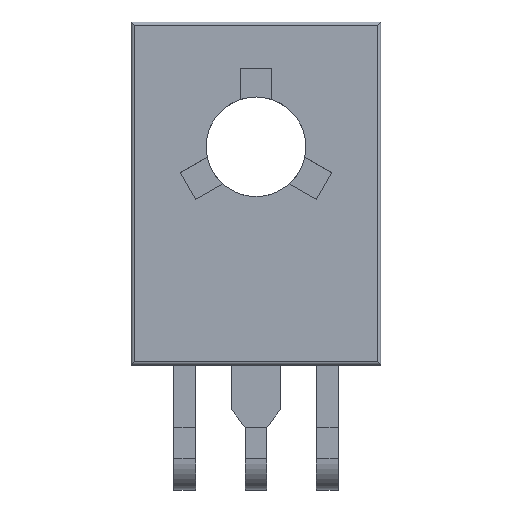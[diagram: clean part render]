
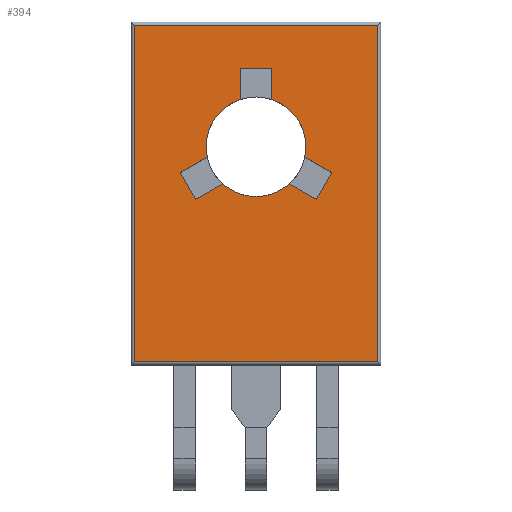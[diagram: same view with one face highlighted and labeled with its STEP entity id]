
A CAD part, top view. The second image highlights one B-rep face of the part: STEP entity #394.
In plain terms, the highlighted face is planar.
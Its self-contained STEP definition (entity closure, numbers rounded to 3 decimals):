
#394=ADVANCED_FACE('',(#782,#784),#786,.T.);
#782=FACE_BOUND('',#783,.T.);
#783=EDGE_LOOP('',(#1257,#1258,#1259,#1260));
#784=FACE_BOUND('',#785,.T.);
#785=EDGE_LOOP('',(#1261,#1262,#1263,#1264,#1265,#1266,#1267,#1268,#1269,#1270,#1271,
#1272));
#786=PLANE('',#787);
#787=AXIS2_PLACEMENT_3D('',#788,#789,#790);
#788=CARTESIAN_POINT('',(4.,-1.1,0.));
#789=DIRECTION('',(0.,-1.,0.));
#790=DIRECTION('',(-1.,0.,0.));
#1257=ORIENTED_EDGE('',*,*,#1565,.T.);
#1258=ORIENTED_EDGE('',*,*,#1566,.F.);
#1259=ORIENTED_EDGE('',*,*,#1550,.F.);
#1260=ORIENTED_EDGE('',*,*,#1564,.T.);
#1261=ORIENTED_EDGE('',*,*,#1567,.F.);
#1262=ORIENTED_EDGE('',*,*,#1568,.T.);
#1263=ORIENTED_EDGE('',*,*,#1569,.T.);
#1264=ORIENTED_EDGE('',*,*,#1570,.T.);
#1265=ORIENTED_EDGE('',*,*,#1571,.F.);
#1266=ORIENTED_EDGE('',*,*,#1572,.F.);
#1267=ORIENTED_EDGE('',*,*,#1573,.F.);
#1268=ORIENTED_EDGE('',*,*,#1574,.F.);
#1269=ORIENTED_EDGE('',*,*,#1575,.F.);
#1270=ORIENTED_EDGE('',*,*,#1576,.F.);
#1271=ORIENTED_EDGE('',*,*,#1577,.F.);
#1272=ORIENTED_EDGE('',*,*,#1578,.F.);
#1550=EDGE_CURVE('',#1760,#1762,#1763,.T.);
#1564=EDGE_CURVE('',#1760,#1784,#1786,.T.);
#1565=EDGE_CURVE('',#1784,#1787,#1788,.T.);
#1566=EDGE_CURVE('',#1762,#1787,#1789,.T.);
#1567=EDGE_CURVE('',#1790,#1791,#1792,.T.);
#1568=EDGE_CURVE('',#1790,#1793,#1794,.T.);
#1569=EDGE_CURVE('',#1793,#1795,#1796,.T.);
#1570=EDGE_CURVE('',#1795,#1797,#1798,.T.);
#1571=EDGE_CURVE('',#1799,#1797,#1800,.T.);
#1572=EDGE_CURVE('',#1801,#1799,#1802,.T.);
#1573=EDGE_CURVE('',#1803,#1801,#1804,.T.);
#1574=EDGE_CURVE('',#1805,#1803,#1806,.T.);
#1575=EDGE_CURVE('',#1807,#1805,#1808,.T.);
#1576=EDGE_CURVE('',#1809,#1807,#1810,.T.);
#1577=EDGE_CURVE('',#1811,#1809,#1812,.T.);
#1578=EDGE_CURVE('',#1791,#1811,#1813,.T.);
#1760=VERTEX_POINT('',#2149);
#1762=VERTEX_POINT('',#2154);
#1763=LINE('',#2155,#2156);
#1784=VERTEX_POINT('',#2203);
#1786=LINE('',#2208,#2209);
#1787=VERTEX_POINT('',#2211);
#1788=LINE('',#2212,#2213);
#1789=LINE('',#2215,#2216);
#1790=VERTEX_POINT('',#2218);
#1791=VERTEX_POINT('',#2219);
#1792=CIRCLE('',#2220,1.6);
#1793=VERTEX_POINT('',#2224);
#1794=LINE('',#2225,#2226);
#1795=VERTEX_POINT('',#2228);
#1796=LINE('',#2229,#2230);
#1797=VERTEX_POINT('',#2232);
#1798=LINE('',#2233,#2234);
#1799=VERTEX_POINT('',#2236);
#1800=CIRCLE('',#2237,1.6);
#1801=VERTEX_POINT('',#2241);
#1802=LINE('',#2242,#2243);
#1803=VERTEX_POINT('',#2245);
#1804=LINE('',#2246,#2247);
#1805=VERTEX_POINT('',#2249);
#1806=LINE('',#2250,#2251);
#1807=VERTEX_POINT('',#2253);
#1808=CIRCLE('',#2254,1.6);
#1809=VERTEX_POINT('',#2258);
#1810=LINE('',#2259,#2260);
#1811=VERTEX_POINT('',#2262);
#1812=LINE('',#2263,#2264);
#1813=LINE('',#2266,#2267);
#2149=CARTESIAN_POINT('',(3.9,-1.1,0.1));
#2154=CARTESIAN_POINT('',(-3.9,-1.1,0.1));
#2155=CARTESIAN_POINT('',(3.9,-1.1,0.1));
#2156=VECTOR('',#2157,1.);
#2157=DIRECTION('',(-1.,0.,0.));
#2203=CARTESIAN_POINT('',(3.9,-1.1,10.9));
#2208=CARTESIAN_POINT('',(3.9,-1.1,0.1));
#2209=VECTOR('',#2210,1.);
#2210=DIRECTION('',(0.,0.,1.));
#2211=CARTESIAN_POINT('',(-3.9,-1.1,10.9));
#2212=CARTESIAN_POINT('',(3.9,-1.1,10.9));
#2213=VECTOR('',#2214,1.);
#2214=DIRECTION('',(-1.,0.,0.));
#2215=CARTESIAN_POINT('',(-3.9,-1.1,0.1));
#2216=VECTOR('',#2217,1.);
#2217=DIRECTION('',(0.,0.,1.));
#2218=CARTESIAN_POINT('',(-0.5,-1.1,8.52));
#2219=CARTESIAN_POINT('',(-1.566,-1.1,6.673));
#2220=AXIS2_PLACEMENT_3D('',#2221,#2222,#2223);
#2221=CARTESIAN_POINT('',(0.,-1.1,7.));
#2222=DIRECTION('',(0.,-1.,0.));
#2223=DIRECTION('',(-0.313,0.,0.95));
#2224=CARTESIAN_POINT('',(-0.5,-1.1,9.52));
#2225=CARTESIAN_POINT('',(-0.5,-1.1,8.52));
#2226=VECTOR('',#2227,1.);
#2227=DIRECTION('',(0.,0.,1.));
#2228=CARTESIAN_POINT('',(0.5,-1.1,9.52));
#2229=CARTESIAN_POINT('',(-0.5,-1.1,9.52));
#2230=VECTOR('',#2231,1.);
#2231=DIRECTION('',(1.,0.,0.));
#2232=CARTESIAN_POINT('',(0.5,-1.1,8.52));
#2233=CARTESIAN_POINT('',(0.5,-1.1,9.52));
#2234=VECTOR('',#2235,1.);
#2235=DIRECTION('',(0.,0.,-1.));
#2236=CARTESIAN_POINT('',(1.566,-1.1,6.673));
#2237=AXIS2_PLACEMENT_3D('',#2238,#2239,#2240);
#2238=CARTESIAN_POINT('',(0.,-1.1,7.));
#2239=DIRECTION('',(0.,-1.,0.));
#2240=DIRECTION('',(0.979,0.,-0.204));
#2241=CARTESIAN_POINT('',(2.432,-1.1,6.173));
#2242=CARTESIAN_POINT('',(2.432,-1.1,6.173));
#2243=VECTOR('',#2244,1.);
#2244=DIRECTION('',(-0.866,0.,0.5));
#2245=CARTESIAN_POINT('',(1.932,-1.1,5.307));
#2246=CARTESIAN_POINT('',(1.932,-1.1,5.307));
#2247=VECTOR('',#2248,1.);
#2248=DIRECTION('',(0.5,0.,0.866));
#2249=CARTESIAN_POINT('',(1.066,-1.1,5.807));
#2250=CARTESIAN_POINT('',(1.066,-1.1,5.807));
#2251=VECTOR('',#2252,1.);
#2252=DIRECTION('',(0.866,0.,-0.5));
#2253=CARTESIAN_POINT('',(-1.066,-1.1,5.807));
#2254=AXIS2_PLACEMENT_3D('',#2255,#2256,#2257);
#2255=CARTESIAN_POINT('',(0.,-1.1,7.));
#2256=DIRECTION('',(0.,-1.,0.));
#2257=DIRECTION('',(-0.666,0.,-0.746));
#2258=CARTESIAN_POINT('',(-1.932,-1.1,5.307));
#2259=CARTESIAN_POINT('',(-1.932,-1.1,5.307));
#2260=VECTOR('',#2261,1.);
#2261=DIRECTION('',(0.866,0.,0.5));
#2262=CARTESIAN_POINT('',(-2.432,-1.1,6.173));
#2263=CARTESIAN_POINT('',(-2.432,-1.1,6.173));
#2264=VECTOR('',#2265,1.);
#2265=DIRECTION('',(0.5,0.,-0.866));
#2266=CARTESIAN_POINT('',(-1.566,-1.1,6.673));
#2267=VECTOR('',#2268,1.);
#2268=DIRECTION('',(-0.866,0.,-0.5));
